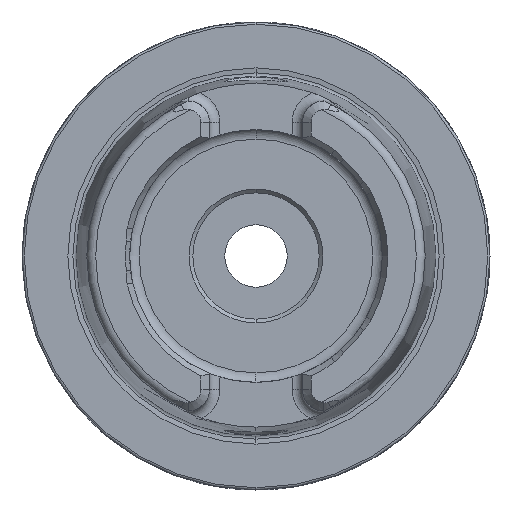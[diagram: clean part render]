
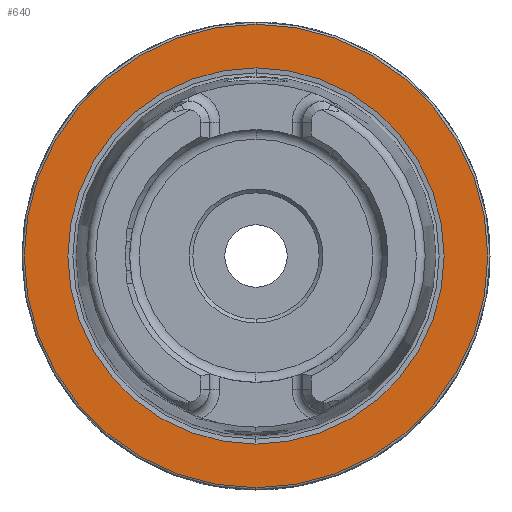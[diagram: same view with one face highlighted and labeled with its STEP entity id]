
A CAD part, left-side view. The second image highlights one B-rep face of the part: STEP entity #640.
In plain terms, the highlighted planar face has unit normal (-1, 0, 0).
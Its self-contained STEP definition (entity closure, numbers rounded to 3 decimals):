
#153 = FACE_OUTER_BOUND ( 'NONE', #7363, .T. ) ;
#251 = EDGE_LOOP ( 'NONE', ( #5135, #3111 ) ) ;
#604 = AXIS2_PLACEMENT_3D ( 'NONE', #822, #6106, #1566 ) ;
#640 = ADVANCED_FACE ( 'NONE', ( #8283, #153 ), #872, .F. ) ;
#822 = CARTESIAN_POINT ( 'NONE',  ( 0., 0., 0. ) ) ;
#872 = PLANE ( 'NONE',  #5176 ) ;
#1119 = CARTESIAN_POINT ( 'NONE',  ( 0., 0., 0. ) ) ;
#1550 = DIRECTION ( 'NONE',  ( 1., 0., 0. ) ) ;
#1566 = DIRECTION ( 'NONE',  ( 0., 0., 1. ) ) ;
#1834 = CIRCLE ( 'NONE', #6936, 25.324 ) ;
#1860 = CIRCLE ( 'NONE', #5441, 25.324 ) ;
#1872 = DIRECTION ( 'NONE',  ( 0., 0., 1. ) ) ;
#2038 = CARTESIAN_POINT ( 'NONE',  ( 0., 0., 0. ) ) ;
#2298 = EDGE_CURVE ( 'NONE', #2982, #8990, #1860, .T. ) ;
#2486 = VERTEX_POINT ( 'NONE', #9752 ) ;
#2782 = DIRECTION ( 'NONE',  ( 0., 0., 1. ) ) ;
#2982 = VERTEX_POINT ( 'NONE', #8564 ) ;
#3111 = ORIENTED_EDGE ( 'NONE', *, *, #2298, .F. ) ;
#3483 = DIRECTION ( 'NONE',  ( -1., 0., 0. ) ) ;
#4462 = EDGE_CURVE ( 'NONE', #8990, #2982, #1834, .T. ) ;
#4884 = ORIENTED_EDGE ( 'NONE', *, *, #5967, .T. ) ;
#4898 = CIRCLE ( 'NONE', #7455, 31.2 ) ;
#5135 = ORIENTED_EDGE ( 'NONE', *, *, #4462, .F. ) ;
#5176 = AXIS2_PLACEMENT_3D ( 'NONE', #8326, #1550, #7056 ) ;
#5441 = AXIS2_PLACEMENT_3D ( 'NONE', #8074, #3483, #8845 ) ;
#5704 = CIRCLE ( 'NONE', #604, 31.2 ) ;
#5967 = EDGE_CURVE ( 'NONE', #9631, #2486, #4898, .T. ) ;
#6106 = DIRECTION ( 'NONE',  ( -1., 0., 0. ) ) ;
#6408 = DIRECTION ( 'NONE',  ( -1., 0., 0. ) ) ;
#6936 = AXIS2_PLACEMENT_3D ( 'NONE', #1119, #6408, #1872 ) ;
#7056 = DIRECTION ( 'NONE',  ( 0., 0., -1. ) ) ;
#7349 = DIRECTION ( 'NONE',  ( -1., 0., 0. ) ) ;
#7363 = EDGE_LOOP ( 'NONE', ( #4884, #8736 ) ) ;
#7455 = AXIS2_PLACEMENT_3D ( 'NONE', #2038, #7349, #2782 ) ;
#7870 = CARTESIAN_POINT ( 'NONE',  ( 0., 0., 31.2 ) ) ;
#8074 = CARTESIAN_POINT ( 'NONE',  ( 0., 0., 0. ) ) ;
#8283 = FACE_BOUND ( 'NONE', #251, .T. ) ;
#8326 = CARTESIAN_POINT ( 'NONE',  ( 0., 31.2, 0. ) ) ;
#8543 = CARTESIAN_POINT ( 'NONE',  ( 0., 0., 25.324 ) ) ;
#8564 = CARTESIAN_POINT ( 'NONE',  ( 0., 0., -25.324 ) ) ;
#8736 = ORIENTED_EDGE ( 'NONE', *, *, #9485, .T. ) ;
#8845 = DIRECTION ( 'NONE',  ( 0., 0., 1. ) ) ;
#8990 = VERTEX_POINT ( 'NONE', #8543 ) ;
#9485 = EDGE_CURVE ( 'NONE', #2486, #9631, #5704, .T. ) ;
#9631 = VERTEX_POINT ( 'NONE', #7870 ) ;
#9752 = CARTESIAN_POINT ( 'NONE',  ( 0., 0., -31.2 ) ) ;
